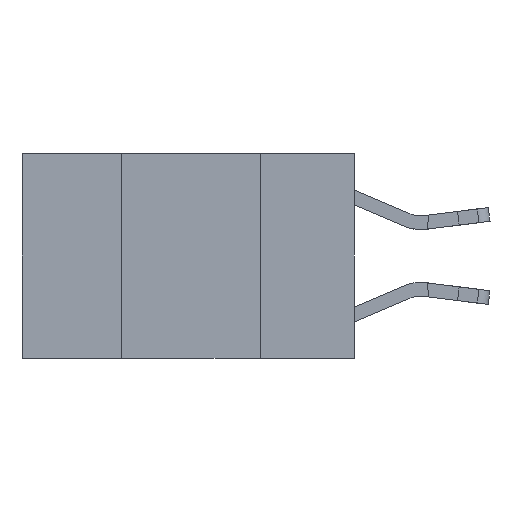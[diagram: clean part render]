
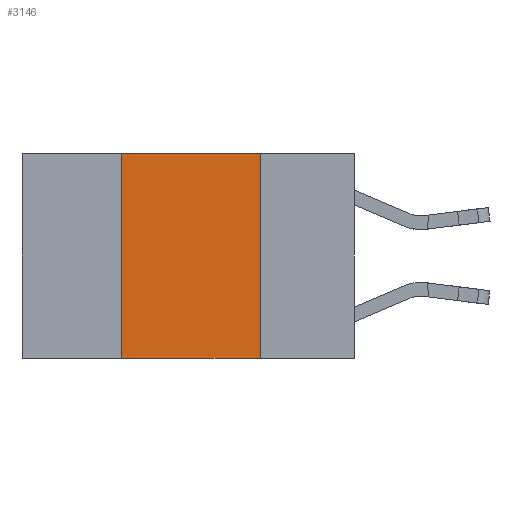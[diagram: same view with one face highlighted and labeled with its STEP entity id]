
A CAD part, left-side view. The second image highlights one B-rep face of the part: STEP entity #3146.
In plain terms, the highlighted planar face has unit normal (-1, 0, 0).
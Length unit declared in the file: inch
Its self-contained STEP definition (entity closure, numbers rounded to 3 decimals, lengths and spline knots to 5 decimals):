
#186 = DIRECTION ( 'NONE',  ( 1., 0., 0. ) ) ;
#730 = LINE ( 'NONE', #16933, #16381 ) ;
#1466 = CARTESIAN_POINT ( 'NONE',  ( 0., 0.6, -0.37 ) ) ;
#2604 = DIRECTION ( 'NONE',  ( 0., -1., 0. ) ) ;
#2683 = VERTEX_POINT ( 'NONE', #13252 ) ;
#2860 = EDGE_CURVE ( 'NONE', #2683, #14677, #4009, .T. ) ;
#3146 = ADVANCED_FACE ( 'NONE', ( #24284 ), #8456, .F. ) ;
#3351 = VECTOR ( 'NONE', #7763, 39.37008 ) ;
#3702 = EDGE_LOOP ( 'NONE', ( #25270, #25869, #21279, #12071 ) ) ;
#3999 = CARTESIAN_POINT ( 'NONE',  ( 0., 0.42, 0. ) ) ;
#4009 = LINE ( 'NONE', #1466, #3351 ) ;
#5687 = EDGE_CURVE ( 'NONE', #2683, #25966, #20109, .T. ) ;
#6487 = EDGE_CURVE ( 'NONE', #25966, #6955, #8599, .T. ) ;
#6955 = VERTEX_POINT ( 'NONE', #8221 ) ;
#7763 = DIRECTION ( 'NONE',  ( 0., -1., 0. ) ) ;
#8221 = CARTESIAN_POINT ( 'NONE',  ( 0., 0.17, 0. ) ) ;
#8442 = EDGE_CURVE ( 'NONE', #6955, #14677, #730, .T. ) ;
#8456 = PLANE ( 'NONE',  #10886 ) ;
#8599 = LINE ( 'NONE', #12941, #13349 ) ;
#10886 = AXIS2_PLACEMENT_3D ( 'NONE', #12535, #186, #14550 ) ;
#12071 = ORIENTED_EDGE ( 'NONE', *, *, #2860, .T. ) ;
#12535 = CARTESIAN_POINT ( 'NONE',  ( 0., 0.6, 0. ) ) ;
#12941 = CARTESIAN_POINT ( 'NONE',  ( 0., 0.6, 0. ) ) ;
#13252 = CARTESIAN_POINT ( 'NONE',  ( 0., 0.42, -0.37 ) ) ;
#13349 = VECTOR ( 'NONE', #2604, 39.37008 ) ;
#14550 = DIRECTION ( 'NONE',  ( 0., 0., -1. ) ) ;
#14677 = VERTEX_POINT ( 'NONE', #25290 ) ;
#16381 = VECTOR ( 'NONE', #18879, 39.37008 ) ;
#16933 = CARTESIAN_POINT ( 'NONE',  ( 0., 0.17, 0. ) ) ;
#18117 = DIRECTION ( 'NONE',  ( 0., 0., 1. ) ) ;
#18879 = DIRECTION ( 'NONE',  ( 0., 0., -1. ) ) ;
#19361 = CARTESIAN_POINT ( 'NONE',  ( 0., 0.42, 0. ) ) ;
#20109 = LINE ( 'NONE', #3999, #25923 ) ;
#21279 = ORIENTED_EDGE ( 'NONE', *, *, #5687, .F. ) ;
#24284 = FACE_OUTER_BOUND ( 'NONE', #3702, .T. ) ;
#25270 = ORIENTED_EDGE ( 'NONE', *, *, #8442, .F. ) ;
#25290 = CARTESIAN_POINT ( 'NONE',  ( 0., 0.17, -0.37 ) ) ;
#25869 = ORIENTED_EDGE ( 'NONE', *, *, #6487, .F. ) ;
#25923 = VECTOR ( 'NONE', #18117, 39.37008 ) ;
#25966 = VERTEX_POINT ( 'NONE', #19361 ) ;
